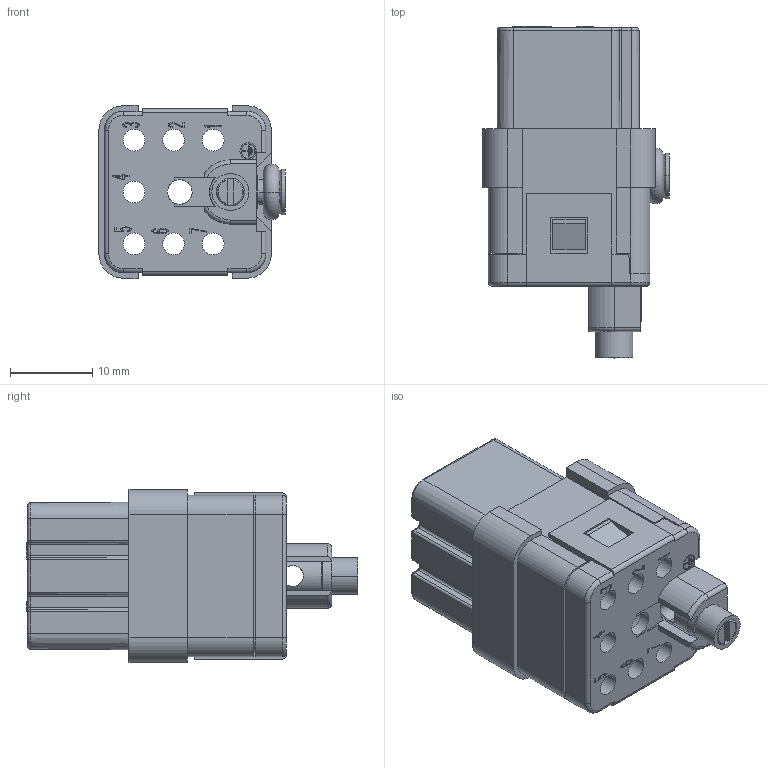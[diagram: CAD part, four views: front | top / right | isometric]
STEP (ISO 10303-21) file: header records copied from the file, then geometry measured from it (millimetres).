
FILE_DESCRIPTION((''),'2;1');
FILE_NAME('HQ-007-F','2017-09-12T',('tl.yang'),(''),'PRO/ENGINEER BY PARAMETRIC TECHNOLOGY CORPORATION, 2011500','PRO/ENGINEER BY PARAMETRIC TECHNOLOGY CORPORATION, 2011500','');
FILE_SCHEMA(('CONFIG_CONTROL_DESIGN'));
Length unit declared in the file: millimetre
Products named in the file (1): HQ-007-F
Bounding box: 22.62 x 40.3 x 20.95 mm (x, y, z)
Volume: 7812.7 mm3; surface area: 8976.4 mm2
Topology: 1 solids, 9 shells, 936 faces, 2589 edges, 1695 vertices
Faces by surface type: plane 551, cylinder 152, cone 92, extrusion 80, torus 34, bspline 25, sphere 2
Entity records: 33495 total; most frequent: CARTESIAN_POINT 9770, ORIENTED_EDGE 5174, DIRECTION 4515, EDGE_CURVE 2587, VECTOR 1727, VERTEX_POINT 1695, LINE 1647, AXIS2_PLACEMENT_3D 1394
